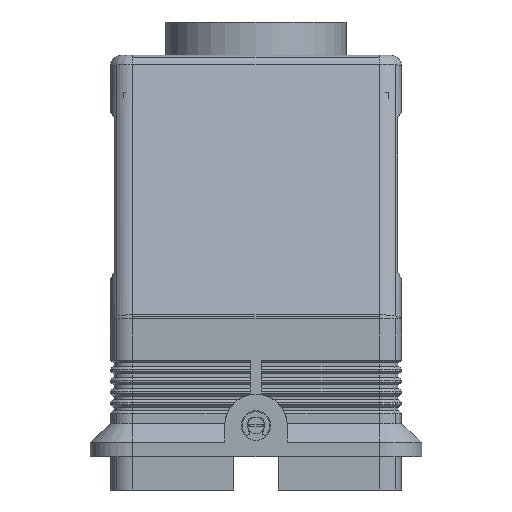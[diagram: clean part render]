
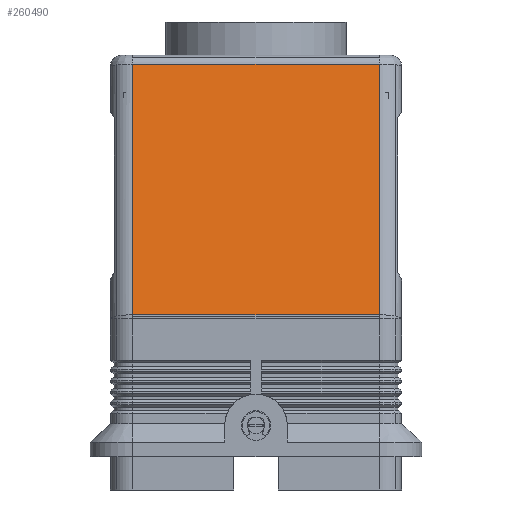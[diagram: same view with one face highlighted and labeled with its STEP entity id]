
A CAD part, left-side view. The second image highlights one B-rep face of the part: STEP entity #260490.
In plain terms, the highlighted planar face has unit normal (-0.984, 0, 0.18).
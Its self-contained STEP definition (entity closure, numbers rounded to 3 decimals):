
#3160=CARTESIAN_POINT('',(-60.402,33.5,47.536));
#3170=VERTEX_POINT('',#3160);
#3200=CARTESIAN_POINT('',(-60.402,-33.5,47.536));
#3210=DIRECTION('',(0.,1.,0.));
#3220=VECTOR('',#3210,67.);
#3230=LINE('',#3200,#3220);
#3240=CARTESIAN_POINT('',(-60.402,-33.5,47.536));
#3250=VERTEX_POINT('',#3240);
#3260=EDGE_CURVE('',#3250,#3170,#3230,.T.);
#255990=CARTESIAN_POINT('',(-47.95,-33.5,115.54));
#256000=VERTEX_POINT('',#255990);
#257590=CARTESIAN_POINT('',(-47.95,33.5,115.54));
#257600=VERTEX_POINT('',#257590);
#257970=CARTESIAN_POINT('',(-47.95,33.5,115.54));
#257980=DIRECTION('',(0.,-1.,0.));
#257990=VECTOR('',#257980,67.);
#258000=LINE('',#257970,#257990);
#258010=EDGE_CURVE('',#257600,#256000,#258000,.T.);
#258210=CARTESIAN_POINT('',(-60.402,33.5,47.536));
#258220=DIRECTION('',(0.18,0.,0.984));
#258230=VECTOR('',#258220,69.135);
#258240=LINE('',#258210,#258230);
#258250=EDGE_CURVE('',#3170,#257600,#258240,.T.);
#260200=CARTESIAN_POINT('',(-47.95,-33.5,115.54));
#260210=DIRECTION('',(-0.18,0.,-0.984));
#260220=VECTOR('',#260210,69.135);
#260230=LINE('',#260200,#260220);
#260240=EDGE_CURVE('',#256000,#3250,#260230,.T.);
#260380=CARTESIAN_POINT('',(-47.5,0.,118.));
#260390=DIRECTION('',(-0.984,0.,0.18));
#260400=DIRECTION('',(0.18,0.,0.984));
#260410=AXIS2_PLACEMENT_3D('',#260380,#260390,#260400);
#260420=PLANE('',#260410);
#260430=ORIENTED_EDGE('',*,*,#260240,.F.);
#260440=ORIENTED_EDGE('',*,*,#3260,.F.);
#260450=ORIENTED_EDGE('',*,*,#258250,.F.);
#260460=ORIENTED_EDGE('',*,*,#258010,.F.);
#260470=EDGE_LOOP('',(#260460,#260450,#260440,#260430));
#260480=FACE_OUTER_BOUND('',#260470,.T.);
#260490=ADVANCED_FACE('',(#260480),#260420,.T.);
